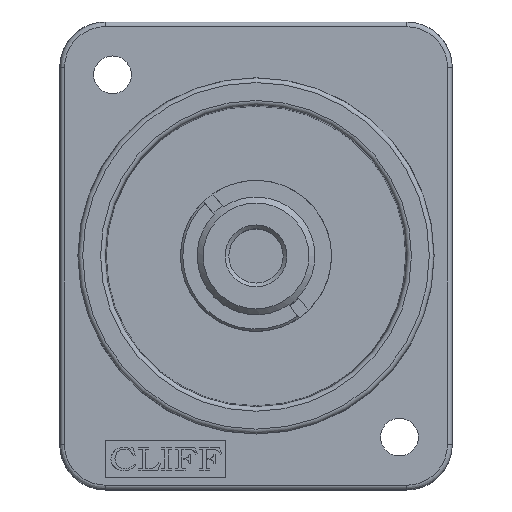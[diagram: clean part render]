
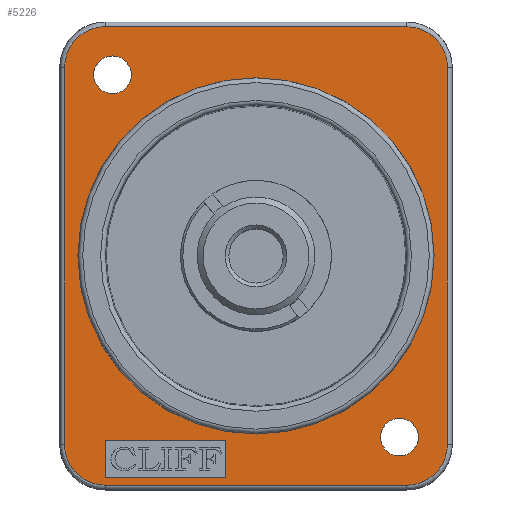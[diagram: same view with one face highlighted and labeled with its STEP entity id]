
A CAD part, top view. The second image highlights one B-rep face of the part: STEP entity #5226.
In plain terms, the highlighted planar face has unit normal (0, 0, 1).
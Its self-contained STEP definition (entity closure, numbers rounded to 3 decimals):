
#48=ELLIPSE('',#5564,2.7,2.7);
#51=ELLIPSE('',#5571,2.7,2.7);
#53=ELLIPSE('',#5576,2.7,2.7);
#55=ELLIPSE('',#5581,2.7,2.7);
#86=FACE_BOUND('',#859,.T.);
#87=FACE_BOUND('',#860,.T.);
#88=FACE_BOUND('',#861,.T.);
#89=FACE_BOUND('',#862,.T.);
#242=PLANE('',#5587);
#562=FACE_OUTER_BOUND('',#858,.T.);
#858=EDGE_LOOP('',(#4620,#4621,#4622,#4623,#4624,#4625,#4626,#4627));
#859=EDGE_LOOP('',(#4628));
#860=EDGE_LOOP('',(#4629,#4630,#4631,#4632));
#861=EDGE_LOOP('',(#4633));
#862=EDGE_LOOP('',(#4634));
#962=CIRCLE('',#5480,11.8);
#971=CIRCLE('',#5588,1.25);
#972=CIRCLE('',#5589,1.25);
#1532=LINE('',#11496,#1993);
#1536=LINE('',#11504,#1997);
#1539=LINE('',#11510,#2000);
#1542=LINE('',#11515,#2003);
#1545=LINE('',#11556,#2006);
#1547=LINE('',#11592,#2008);
#1549=LINE('',#11628,#2010);
#1551=LINE('',#11661,#2012);
#1993=VECTOR('',#6631,10.);
#1997=VECTOR('',#6637,10.);
#2000=VECTOR('',#6642,10.);
#2003=VECTOR('',#6647,10.);
#2006=VECTOR('',#6664,10.);
#2008=VECTOR('',#6676,10.);
#2010=VECTOR('',#6688,10.);
#2012=VECTOR('',#6698,10.);
#2260=VERTEX_POINT('',#10343);
#2473=VERTEX_POINT('',#11494);
#2474=VERTEX_POINT('',#11495);
#2477=VERTEX_POINT('',#11503);
#2479=VERTEX_POINT('',#11509);
#2482=VERTEX_POINT('',#11544);
#2483=VERTEX_POINT('',#11546);
#2485=VERTEX_POINT('',#11552);
#2487=VERTEX_POINT('',#11582);
#2489=VERTEX_POINT('',#11588);
#2491=VERTEX_POINT('',#11618);
#2493=VERTEX_POINT('',#11624);
#2495=VERTEX_POINT('',#11654);
#2497=VERTEX_POINT('',#11672);
#2498=VERTEX_POINT('',#11674);
#2851=EDGE_CURVE('',#2260,#2260,#962,.T.);
#3171=EDGE_CURVE('',#2473,#2474,#1532,.T.);
#3175=EDGE_CURVE('',#2477,#2473,#1536,.T.);
#3178=EDGE_CURVE('',#2479,#2477,#1539,.T.);
#3181=EDGE_CURVE('',#2474,#2479,#1542,.T.);
#3184=EDGE_CURVE('',#2482,#2483,#48,.T.);
#3189=EDGE_CURVE('',#2483,#2485,#1545,.T.);
#3192=EDGE_CURVE('',#2485,#2487,#51,.T.);
#3195=EDGE_CURVE('',#2487,#2489,#1547,.T.);
#3198=EDGE_CURVE('',#2489,#2491,#53,.T.);
#3201=EDGE_CURVE('',#2491,#2493,#1549,.T.);
#3204=EDGE_CURVE('',#2493,#2495,#55,.T.);
#3206=EDGE_CURVE('',#2495,#2482,#1551,.T.);
#3212=EDGE_CURVE('',#2497,#2497,#971,.T.);
#3213=EDGE_CURVE('',#2498,#2498,#972,.T.);
#4620=ORIENTED_EDGE('',*,*,#3184,.F.);
#4621=ORIENTED_EDGE('',*,*,#3206,.F.);
#4622=ORIENTED_EDGE('',*,*,#3204,.F.);
#4623=ORIENTED_EDGE('',*,*,#3201,.F.);
#4624=ORIENTED_EDGE('',*,*,#3198,.F.);
#4625=ORIENTED_EDGE('',*,*,#3195,.F.);
#4626=ORIENTED_EDGE('',*,*,#3192,.F.);
#4627=ORIENTED_EDGE('',*,*,#3189,.F.);
#4628=ORIENTED_EDGE('',*,*,#2851,.T.);
#4629=ORIENTED_EDGE('',*,*,#3171,.T.);
#4630=ORIENTED_EDGE('',*,*,#3181,.T.);
#4631=ORIENTED_EDGE('',*,*,#3178,.T.);
#4632=ORIENTED_EDGE('',*,*,#3175,.T.);
#4633=ORIENTED_EDGE('',*,*,#3212,.T.);
#4634=ORIENTED_EDGE('',*,*,#3213,.T.);
#5226=ADVANCED_FACE('',(#562,#86,#87,#88,#89),#242,.T.);
#5480=AXIS2_PLACEMENT_3D('',#10344,#6222,#6223);
#5564=AXIS2_PLACEMENT_3D('',#11547,#6653,#6654);
#5571=AXIS2_PLACEMENT_3D('',#11586,#6669,#6670);
#5576=AXIS2_PLACEMENT_3D('',#11622,#6681,#6682);
#5581=AXIS2_PLACEMENT_3D('',#11658,#6693,#6694);
#5587=AXIS2_PLACEMENT_3D('',#11671,#6712,#6713);
#5588=AXIS2_PLACEMENT_3D('',#11673,#6714,#6715);
#5589=AXIS2_PLACEMENT_3D('',#11675,#6716,#6717);
#6222=DIRECTION('center_axis',(0.,0.,-1.));
#6223=DIRECTION('ref_axis',(-1.,0.,0.));
#6631=DIRECTION('',(0.,1.,0.));
#6637=DIRECTION('',(-1.,0.,0.));
#6642=DIRECTION('',(0.,-1.,0.));
#6647=DIRECTION('',(1.,0.,0.));
#6653=DIRECTION('center_axis',(0.,0.,-1.));
#6654=DIRECTION('ref_axis',(-0.707,0.707,0.));
#6664=DIRECTION('',(1.,0.,0.));
#6669=DIRECTION('center_axis',(0.,0.,-1.));
#6670=DIRECTION('ref_axis',(0.707,0.707,0.));
#6676=DIRECTION('',(0.,-1.,0.));
#6681=DIRECTION('center_axis',(0.,0.,-1.));
#6682=DIRECTION('ref_axis',(0.707,-0.707,0.));
#6688=DIRECTION('',(-1.,0.,0.));
#6693=DIRECTION('center_axis',(0.,0.,-1.));
#6694=DIRECTION('ref_axis',(-0.707,-0.707,0.));
#6698=DIRECTION('',(0.,1.,0.));
#6712=DIRECTION('center_axis',(0.,0.,1.));
#6713=DIRECTION('ref_axis',(1.,0.,0.));
#6714=DIRECTION('center_axis',(0.,0.,-1.));
#6715=DIRECTION('ref_axis',(-1.,0.,0.));
#6716=DIRECTION('center_axis',(0.,0.,-1.));
#6717=DIRECTION('ref_axis',(-1.,0.,0.));
#10343=CARTESIAN_POINT('',(11.8,0.,2.3));
#10344=CARTESIAN_POINT('Origin',(0.,0.,2.3));
#11494=CARTESIAN_POINT('',(-10.,-14.7,2.3));
#11495=CARTESIAN_POINT('',(-10.,-12.2,2.3));
#11496=CARTESIAN_POINT('',(-10.,-7.35,2.3));
#11503=CARTESIAN_POINT('',(-2.,-14.7,2.3));
#11504=CARTESIAN_POINT('',(-1.,-14.7,2.3));
#11509=CARTESIAN_POINT('',(-2.,-12.2,2.3));
#11510=CARTESIAN_POINT('',(-2.,-6.1,2.3));
#11515=CARTESIAN_POINT('',(-5.,-12.2,2.3));
#11544=CARTESIAN_POINT('',(-12.683,12.483,2.3));
#11546=CARTESIAN_POINT('',(-9.983,15.183,2.3));
#11547=CARTESIAN_POINT('Origin',(-9.982,12.482,2.3));
#11552=CARTESIAN_POINT('',(9.983,15.183,2.3));
#11556=CARTESIAN_POINT('',(-6.5,15.183,2.3));
#11582=CARTESIAN_POINT('',(12.683,12.483,2.3));
#11586=CARTESIAN_POINT('Origin',(9.982,12.482,2.3));
#11588=CARTESIAN_POINT('',(12.683,-12.483,2.3));
#11592=CARTESIAN_POINT('',(12.683,7.75,2.3));
#11618=CARTESIAN_POINT('',(9.983,-15.183,2.3));
#11622=CARTESIAN_POINT('Origin',(9.982,-12.482,2.3));
#11624=CARTESIAN_POINT('',(-9.983,-15.183,2.3));
#11628=CARTESIAN_POINT('',(6.5,-15.183,2.3));
#11654=CARTESIAN_POINT('',(-12.683,-12.483,2.3));
#11658=CARTESIAN_POINT('Origin',(-9.982,-12.482,2.3));
#11661=CARTESIAN_POINT('',(-12.683,-7.75,2.3));
#11671=CARTESIAN_POINT('Origin',(0.,0.,
2.3));
#11672=CARTESIAN_POINT('',(10.75,-12.,2.3));
#11673=CARTESIAN_POINT('Origin',(9.5,-12.,2.3));
#11674=CARTESIAN_POINT('',(-8.25,12.,2.3));
#11675=CARTESIAN_POINT('Origin',(-9.5,12.,2.3));
